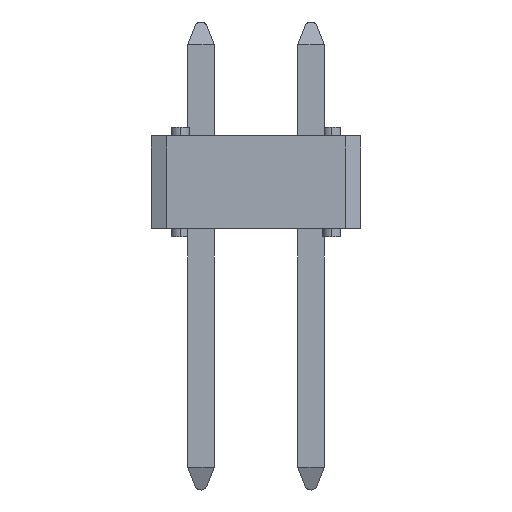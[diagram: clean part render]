
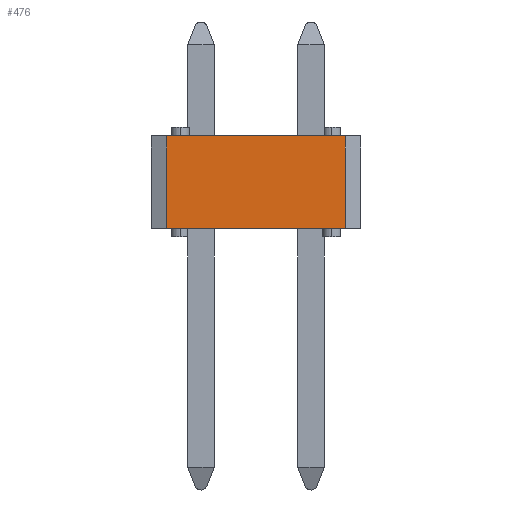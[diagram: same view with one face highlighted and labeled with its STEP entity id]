
A CAD part, left-side view. The second image highlights one B-rep face of the part: STEP entity #476.
In plain terms, the highlighted planar face has unit normal (-1, 0, 0).
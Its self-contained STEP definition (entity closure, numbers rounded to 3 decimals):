
#476=ADVANCED_FACE('11166',(#1201),#1202,.F.);
#1201=FACE_OUTER_BOUND('',#2319,.T.);
#1202=PLANE('',#2320);
#2319=EDGE_LOOP('',(#4357,#4358,#4359,#4360));
#2320=AXIS2_PLACEMENT_3D('',#4361,#4362,#4363);
#4357=ORIENTED_EDGE('',*,*,#7587,.T.);
#4358=ORIENTED_EDGE('',*,*,#7358,.T.);
#4359=ORIENTED_EDGE('',*,*,#7588,.F.);
#4360=ORIENTED_EDGE('',*,*,#7114,.F.);
#4361=CARTESIAN_POINT('',(-4.999,15.326,16.503));
#4362=DIRECTION('',(1.0,0.0,0.0));
#4363=DIRECTION('',(0.0,1.0,-0.0));
#7114=EDGE_CURVE('11178',#8368,#8243,#8370,.T.);
#7358=EDGE_CURVE('11182',#8704,#8828,#8830,.T.);
#7587=EDGE_CURVE('11191',#8368,#8704,#9203,.T.);
#7588=EDGE_CURVE('11190',#8243,#8828,#9204,.T.);
#8243=VERTEX_POINT('',#10187);
#8368=VERTEX_POINT('',#10374);
#8370=LINE('',#10377,#10378);
#8704=VERTEX_POINT('',#10860);
#8828=VERTEX_POINT('',#11046);
#8830=LINE('',#11049,#11050);
#9203=LINE('',#11619,#11620);
#9204=LINE('',#11621,#11622);
#10187=CARTESIAN_POINT('',(-4.999,19.984,14.373));
#10374=CARTESIAN_POINT('',(-4.999,15.868,14.373));
#10377=CARTESIAN_POINT('',(-4.999,15.868,14.373));
#10378=VECTOR('',#13962,4.116);
#10860=CARTESIAN_POINT('',(-4.999,15.868,16.503));
#11046=CARTESIAN_POINT('',(-4.999,19.984,16.503));
#11049=CARTESIAN_POINT('',(-4.999,15.868,16.503));
#11050=VECTOR('',#14270,4.116);
#11619=CARTESIAN_POINT('',(-4.999,15.868,14.373));
#11620=VECTOR('',#14563,2.13);
#11621=CARTESIAN_POINT('',(-4.999,19.984,14.373));
#11622=VECTOR('',#14564,2.13);
#13962=DIRECTION('',(0.0,1.0,0.0));
#14270=DIRECTION('',(0.0,1.0,0.0));
#14563=DIRECTION('',(0.0,0.0,1.0));
#14564=DIRECTION('',(0.0,0.0,1.0));
